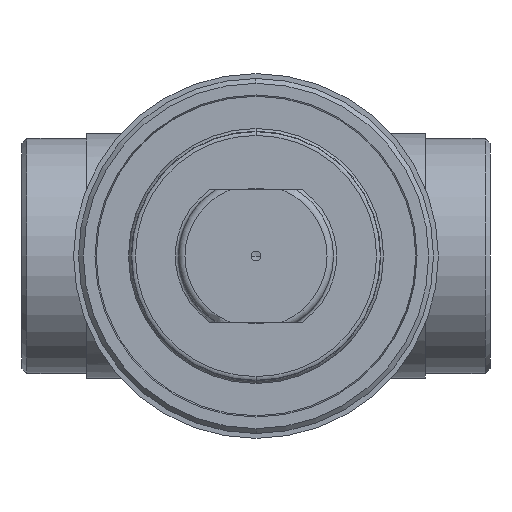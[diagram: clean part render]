
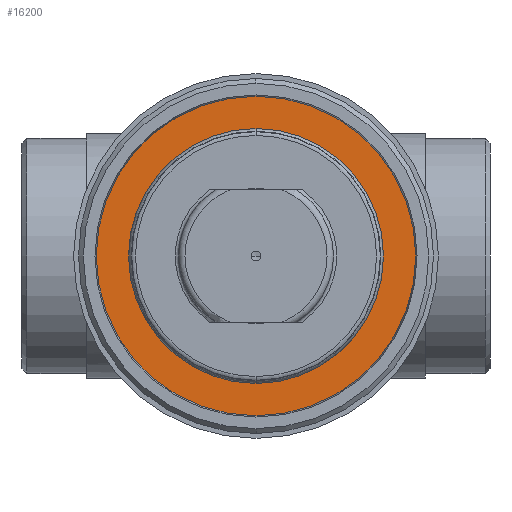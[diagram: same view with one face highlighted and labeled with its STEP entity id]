
A CAD part, front view. The second image highlights one B-rep face of the part: STEP entity #16200.
In plain terms, the highlighted planar face has unit normal (0, -1, 0).
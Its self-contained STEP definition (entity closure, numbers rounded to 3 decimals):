
#11 = CARTESIAN_POINT ( 'NONE',  ( 0., -49., 49.5 ) ) ;
#271 = ORIENTED_EDGE ( 'NONE', *, *, #11337, .T. ) ;
#385 = FACE_BOUND ( 'NONE', #6270, .T. ) ;
#1241 = VERTEX_POINT ( 'NONE', #4284 ) ;
#1381 = DIRECTION ( 'NONE',  ( 0., -1., 0. ) ) ;
#1393 = CARTESIAN_POINT ( 'NONE',  ( 0., -49., 0. ) ) ;
#1899 = AXIS2_PLACEMENT_3D ( 'NONE', #4147, #1381, #15452 ) ;
#2565 = CARTESIAN_POINT ( 'NONE',  ( 0., -49., 0. ) ) ;
#2812 = FACE_OUTER_BOUND ( 'NONE', #15301, .T. ) ;
#3051 = EDGE_CURVE ( 'NONE', #13808, #1241, #14440, .T. ) ;
#3576 = DIRECTION ( 'NONE',  ( 0., -1., 0. ) ) ;
#3728 = ORIENTED_EDGE ( 'NONE', *, *, #3051, .T. ) ;
#4147 = CARTESIAN_POINT ( 'NONE',  ( 0., -49., 0. ) ) ;
#4284 = CARTESIAN_POINT ( 'NONE',  ( 0., -49., -49.5 ) ) ;
#4472 = CIRCLE ( 'NONE', #16514, 27.953 ) ;
#5492 = VERTEX_POINT ( 'NONE', #8953 ) ;
#5530 = EDGE_CURVE ( 'NONE', #5492, #13767, #4472, .T. ) ;
#6195 = ORIENTED_EDGE ( 'NONE', *, *, #5530, .T. ) ;
#6270 = EDGE_LOOP ( 'NONE', ( #6195, #271 ) ) ;
#6458 = DIRECTION ( 'NONE',  ( 0., 0., 1. ) ) ;
#6686 = AXIS2_PLACEMENT_3D ( 'NONE', #1393, #7826, #6458 ) ;
#7826 = DIRECTION ( 'NONE',  ( 0., -1., 0. ) ) ;
#8118 = DIRECTION ( 'NONE',  ( 0., 1., 0. ) ) ;
#8607 = ORIENTED_EDGE ( 'NONE', *, *, #11438, .T. ) ;
#8654 = CARTESIAN_POINT ( 'NONE',  ( 0., -49., 0. ) ) ;
#8953 = CARTESIAN_POINT ( 'NONE',  ( -27.953, -49., 0. ) ) ;
#9852 = CIRCLE ( 'NONE', #11268, 27.953 ) ;
#10277 = DIRECTION ( 'NONE',  ( 0., 1., 0. ) ) ;
#10441 = DIRECTION ( 'NONE',  ( 0., 0., -1. ) ) ;
#11121 = CARTESIAN_POINT ( 'NONE',  ( 27.953, -49., 0. ) ) ;
#11268 = AXIS2_PLACEMENT_3D ( 'NONE', #2565, #10277, #10441 ) ;
#11337 = EDGE_CURVE ( 'NONE', #13767, #5492, #9852, .T. ) ;
#11438 = EDGE_CURVE ( 'NONE', #1241, #13808, #12666, .T. ) ;
#11863 = CARTESIAN_POINT ( 'NONE',  ( 0., -49., 0. ) ) ;
#12181 = AXIS2_PLACEMENT_3D ( 'NONE', #8654, #3576, #12560 ) ;
#12560 = DIRECTION ( 'NONE',  ( 0., 0., 1. ) ) ;
#12666 = CIRCLE ( 'NONE', #6686, 49.5 ) ;
#13767 = VERTEX_POINT ( 'NONE', #11121 ) ;
#13808 = VERTEX_POINT ( 'NONE', #11 ) ;
#14440 = CIRCLE ( 'NONE', #1899, 49.5 ) ;
#15114 = PLANE ( 'NONE',  #12181 ) ;
#15301 = EDGE_LOOP ( 'NONE', ( #3728, #8607 ) ) ;
#15452 = DIRECTION ( 'NONE',  ( 0., 0., 1. ) ) ;
#15641 = DIRECTION ( 'NONE',  ( 0., 0., -1. ) ) ;
#16200 = ADVANCED_FACE ( 'NONE', ( #385, #2812 ), #15114, .T. ) ;
#16514 = AXIS2_PLACEMENT_3D ( 'NONE', #11863, #8118, #15641 ) ;
